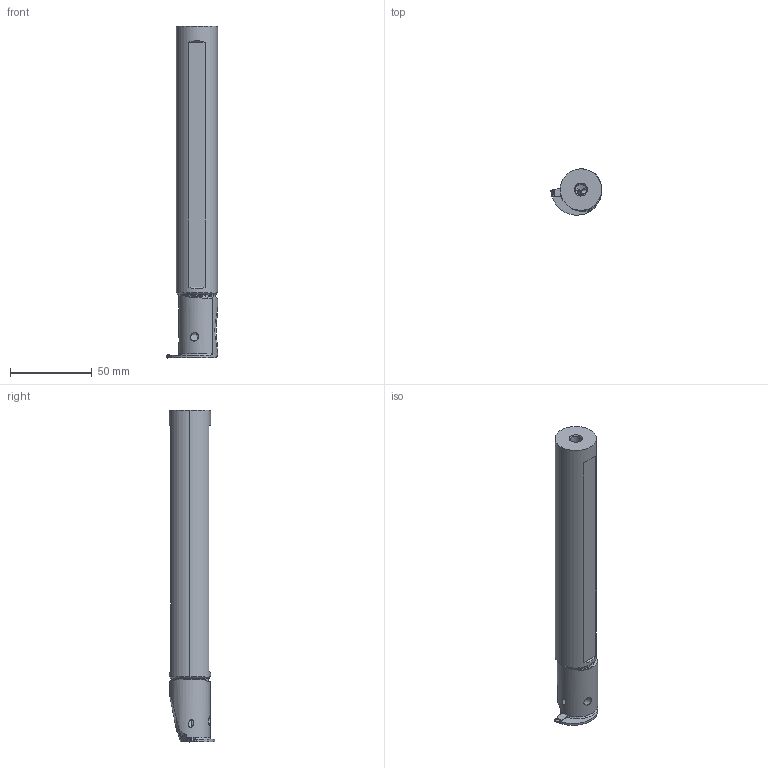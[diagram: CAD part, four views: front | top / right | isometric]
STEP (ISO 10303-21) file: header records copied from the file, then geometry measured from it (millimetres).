
FILE_DESCRIPTION(/* description */ (''),/* implementation_level */ '2;1');
FILE_NAME(/* name */ 'GYARUS16R90B-D06_CW0_079_IR0_04.stp',/* time_stamp */ '2023-02-27T12:25:33+09:00',/* author */ (''),/* organization */ (''),/* preprocessor_version */ 'ST-DEVELOPER v16',/* originating_system */ 'SIEMENS PLM Software NX 10.0',/* authorisation */ '');
FILE_SCHEMA (('AUTOMOTIVE_DESIGN { 1 0 10303 214 3 1 1 1 }'));
Length unit declared in the file: millimetre
Products named in the file (1): GYARUS16R90B-D06_CW0_079_IR0_04_ASM
Bounding box: 31.45 x 28.04 x 203.2 mm (x, y, z)
Volume: 90097.5 mm3; surface area: 21983.2 mm2
Topology: 2 solids, 2 shells, 170 faces, 511 edges, 368 vertices
Faces by surface type: cylinder 57, bspline 45, plane 41, cone 15, torus 8, extrusion 2, sphere 2
Entity records: 10516 total; most frequent: CARTESIAN_POINT 6307, ORIENTED_EDGE 970, DIRECTION 676, EDGE_CURVE 485, VERTEX_POINT 323, AXIS2_PLACEMENT_3D 265, B_SPLINE_CURVE_WITH_KNOTS 218, EDGE_LOOP 180
